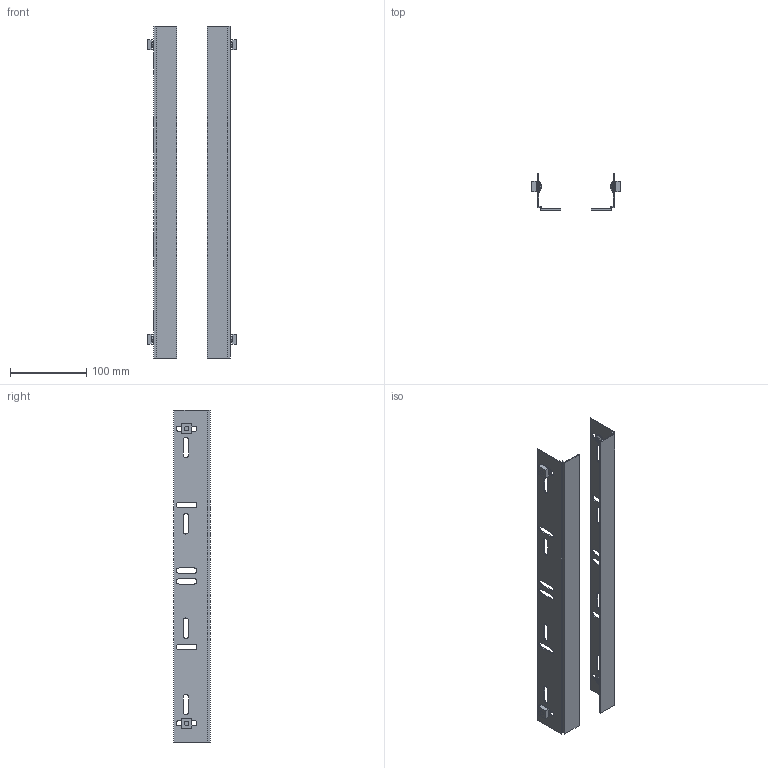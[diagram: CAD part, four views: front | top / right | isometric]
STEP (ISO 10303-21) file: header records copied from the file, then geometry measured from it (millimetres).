
FILE_DESCRIPTION (( 'STEP AP214' ), '1' );
FILE_NAME ('2070-7046-03-86.step', '2024-06-12T08:29:13', ( '' ), ( '' ), 'SwSTEP 2.0', 'SolidWorks 2019', '' );
FILE_SCHEMA (( 'AUTOMOTIVE_DESIGN' ));
Length unit declared in the file: millimetre
Products named in the file (2): Gleitschienen2070_435; 2070-7046-03-86
Assembly tree (2 placements, depth 2):
  2070-7046-03-86
    Gleitschienen2070_435  x2
Bounding box: 117 x 48 x 435 mm (x, y, z)
Volume: 100179.2 mm3; surface area: 137039.5 mm2
Topology: 10 solids, 10 shells, 304 faces, 828 edges, 552 vertices
Faces by surface type: plane 224, cylinder 72, sphere 8
Entity records: 4976 total; most frequent: DIRECTION 848, CARTESIAN_POINT 847, ORIENTED_EDGE 828, EDGE_CURVE 414, VECTOR 294, LINE 294, AXIS2_PLACEMENT_3D 277, VERTEX_POINT 276
